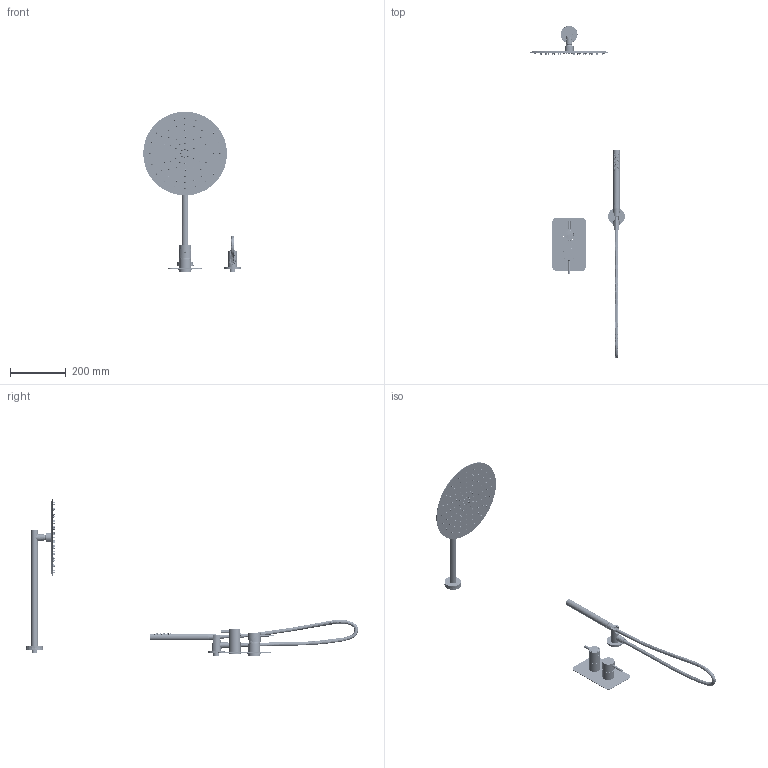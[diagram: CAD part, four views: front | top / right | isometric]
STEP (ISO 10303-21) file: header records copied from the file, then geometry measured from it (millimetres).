
FILE_DESCRIPTION (( 'STEP AP203' ), '1' );
FILE_NAME ('39DP09470.STEP', '2023-12-20T11:51:20', ( '' ), ( '' ), 'SwSTEP 2.0', 'SolidWorks 2021', '' );
FILE_SCHEMA (( 'CONFIG_CONTROL_DESIGN' ));
Products named in the file (1): 39DP09470
Bounding box: 349.53 x 1187.9 x 575.35 mm (x, y, z)
Volume: 644736.9 mm3; surface area: 572275.1 mm2
Topology: 108 solids, 108 shells, 4506 faces, 9331 edges, 5447 vertices
Faces by surface type: bspline 1878, cylinder 1254, plane 759, cone 476, torus 108, sphere 31
Entity records: 162509 total; most frequent: CARTESIAN_POINT 76018, ORIENTED_EDGE 18604, DIRECTION 17487, EDGE_CURVE 9302, AXIS2_PLACEMENT_3D 7732, VERTEX_POINT 5444, EDGE_LOOP 5156, CIRCLE 5103
